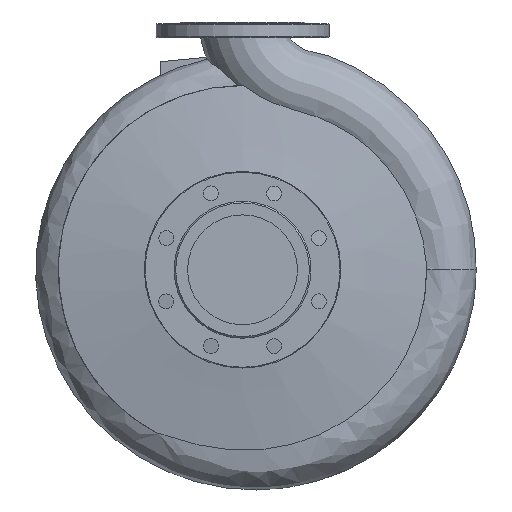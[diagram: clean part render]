
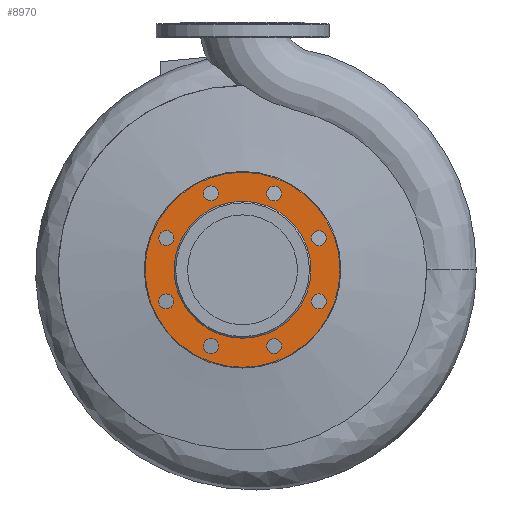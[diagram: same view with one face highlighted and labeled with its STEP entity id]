
A CAD part, left-side view. The second image highlights one B-rep face of the part: STEP entity #8970.
In plain terms, the highlighted planar face has unit normal (-1, 0, 0).
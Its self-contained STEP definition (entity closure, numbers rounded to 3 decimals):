
#321=FACE_BOUND('',#1937,.T.);
#322=FACE_BOUND('',#1938,.T.);
#323=FACE_BOUND('',#1939,.T.);
#324=FACE_BOUND('',#1940,.T.);
#325=FACE_BOUND('',#1941,.T.);
#326=FACE_BOUND('',#1942,.T.);
#327=FACE_BOUND('',#1943,.T.);
#328=FACE_BOUND('',#1944,.T.);
#329=FACE_BOUND('',#1945,.T.);
#506=CIRCLE('',#9637,9.5);
#508=CIRCLE('',#9640,9.5);
#510=CIRCLE('',#9643,9.5);
#512=CIRCLE('',#9646,9.5);
#514=CIRCLE('',#9649,9.5);
#516=CIRCLE('',#9652,9.5);
#518=CIRCLE('',#9655,9.5);
#520=CIRCLE('',#9658,9.5);
#521=CIRCLE('',#9660,87.);
#523=CIRCLE('',#9663,124.);
#929=PLANE('',#9662);
#1314=FACE_OUTER_BOUND('',#1936,.T.);
#1936=EDGE_LOOP('',(#7089));
#1937=EDGE_LOOP('',(#7090));
#1938=EDGE_LOOP('',(#7091));
#1939=EDGE_LOOP('',(#7092));
#1940=EDGE_LOOP('',(#7093));
#1941=EDGE_LOOP('',(#7094));
#1942=EDGE_LOOP('',(#7095));
#1943=EDGE_LOOP('',(#7096));
#1944=EDGE_LOOP('',(#7097));
#1945=EDGE_LOOP('',(#7098));
#4274=VERTEX_POINT('',#14734);
#4276=VERTEX_POINT('',#14739);
#4278=VERTEX_POINT('',#14744);
#4280=VERTEX_POINT('',#14749);
#4282=VERTEX_POINT('',#14754);
#4284=VERTEX_POINT('',#14759);
#4286=VERTEX_POINT('',#14764);
#4288=VERTEX_POINT('',#14769);
#4289=VERTEX_POINT('',#14772);
#4291=VERTEX_POINT('',#14777);
#5300=EDGE_CURVE('',#4274,#4274,#506,.T.);
#5302=EDGE_CURVE('',#4276,#4276,#508,.T.);
#5304=EDGE_CURVE('',#4278,#4278,#510,.T.);
#5306=EDGE_CURVE('',#4280,#4280,#512,.T.);
#5308=EDGE_CURVE('',#4282,#4282,#514,.T.);
#5310=EDGE_CURVE('',#4284,#4284,#516,.T.);
#5312=EDGE_CURVE('',#4286,#4286,#518,.T.);
#5314=EDGE_CURVE('',#4288,#4288,#520,.T.);
#5315=EDGE_CURVE('',#4289,#4289,#521,.T.);
#5317=EDGE_CURVE('',#4291,#4291,#523,.T.);
#7089=ORIENTED_EDGE('',*,*,#5317,.T.);
#7090=ORIENTED_EDGE('',*,*,#5300,.F.);
#7091=ORIENTED_EDGE('',*,*,#5302,.F.);
#7092=ORIENTED_EDGE('',*,*,#5304,.F.);
#7093=ORIENTED_EDGE('',*,*,#5306,.F.);
#7094=ORIENTED_EDGE('',*,*,#5308,.F.);
#7095=ORIENTED_EDGE('',*,*,#5310,.F.);
#7096=ORIENTED_EDGE('',*,*,#5312,.F.);
#7097=ORIENTED_EDGE('',*,*,#5314,.F.);
#7098=ORIENTED_EDGE('',*,*,#5315,.F.);
#8970=ADVANCED_FACE('',(#1314,#321,#322,#323,#324,#325,#326,#327,#328,#329),
#929,.F.);
#9637=AXIS2_PLACEMENT_3D('',#14735,#11235,#11236);
#9640=AXIS2_PLACEMENT_3D('',#14740,#11241,#11242);
#9643=AXIS2_PLACEMENT_3D('',#14745,#11247,#11248);
#9646=AXIS2_PLACEMENT_3D('',#14750,#11253,#11254);
#9649=AXIS2_PLACEMENT_3D('',#14755,#11259,#11260);
#9652=AXIS2_PLACEMENT_3D('',#14760,#11265,#11266);
#9655=AXIS2_PLACEMENT_3D('',#14765,#11271,#11272);
#9658=AXIS2_PLACEMENT_3D('',#14770,#11277,#11278);
#9660=AXIS2_PLACEMENT_3D('',#14773,#11281,#11282);
#9662=AXIS2_PLACEMENT_3D('',#14776,#11285,#11286);
#9663=AXIS2_PLACEMENT_3D('',#14778,#11287,#11288);
#11235=DIRECTION('center_axis',(-1.,0.,0.));
#11236=DIRECTION('ref_axis',(0.,0.707,-0.707));
#11241=DIRECTION('center_axis',(-1.,0.,0.));
#11242=DIRECTION('ref_axis',(0.,1.,0.));
#11247=DIRECTION('center_axis',(-1.,0.,0.));
#11248=DIRECTION('ref_axis',(0.,0.707,0.707));
#11253=DIRECTION('center_axis',(-1.,0.,0.));
#11254=DIRECTION('ref_axis',(0.,0.,
1.));
#11259=DIRECTION('center_axis',(-1.,0.,0.));
#11260=DIRECTION('ref_axis',(0.,-0.707,0.707));
#11265=DIRECTION('center_axis',(-1.,0.,0.));
#11266=DIRECTION('ref_axis',(0.,-1.,0.));
#11271=DIRECTION('center_axis',(-1.,0.,0.));
#11272=DIRECTION('ref_axis',(0.,-0.707,-0.707));
#11277=DIRECTION('center_axis',(-1.,0.,0.));
#11278=DIRECTION('ref_axis',(0.,0.,-1.));
#11281=DIRECTION('center_axis',(-1.,0.,0.));
#11282=DIRECTION('ref_axis',(0.,-1.,0.));
#11285=DIRECTION('center_axis',(1.,0.,0.));
#11286=DIRECTION('ref_axis',(0.,0.,1.));
#11287=DIRECTION('center_axis',(-1.,0.,0.));
#11288=DIRECTION('ref_axis',(0.,-1.,0.));
#14734=CARTESIAN_POINT('',(-138.,-103.725,146.536));
#14735=CARTESIAN_POINT('Origin',(-138.,-97.007,139.818));
#14739=CARTESIAN_POINT('',(-138.,-49.682,82.993));
#14740=CARTESIAN_POINT('Origin',(-138.,-40.182,82.993));
#14744=CARTESIAN_POINT('',(-138.,33.464,76.275));
#14745=CARTESIAN_POINT('Origin',(-138.,40.182,82.993));
#14749=CARTESIAN_POINT('',(-138.,97.007,130.318));
#14750=CARTESIAN_POINT('Origin',(-138.,97.007,139.818));
#14754=CARTESIAN_POINT('',(-138.,103.725,213.464));
#14755=CARTESIAN_POINT('Origin',(-138.,97.007,220.182));
#14759=CARTESIAN_POINT('',(-138.,49.682,277.007));
#14760=CARTESIAN_POINT('Origin',(-138.,40.182,277.007));
#14764=CARTESIAN_POINT('',(-138.,-33.464,283.725));
#14765=CARTESIAN_POINT('Origin',(-138.,-40.182,277.007));
#14769=CARTESIAN_POINT('',(-138.,-97.007,229.682));
#14770=CARTESIAN_POINT('Origin',(-138.,-97.007,220.182));
#14772=CARTESIAN_POINT('',(-138.,-87.,180.));
#14773=CARTESIAN_POINT('Origin',(-138.,0.,180.));
#14776=CARTESIAN_POINT('Origin',(-138.,-105.5,180.));
#14777=CARTESIAN_POINT('',(-138.,-124.,180.));
#14778=CARTESIAN_POINT('Origin',(-138.,0.,180.));
